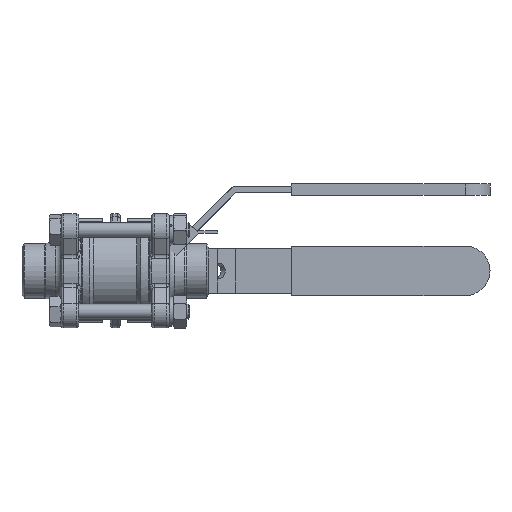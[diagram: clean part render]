
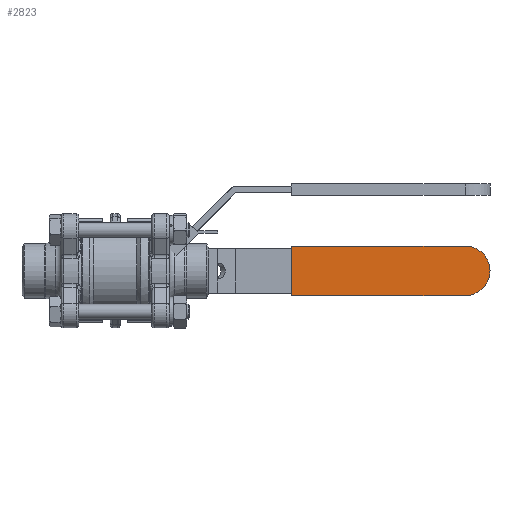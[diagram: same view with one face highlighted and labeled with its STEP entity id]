
A CAD part, front view. The second image highlights one B-rep face of the part: STEP entity #2823.
In plain terms, the highlighted face is planar.
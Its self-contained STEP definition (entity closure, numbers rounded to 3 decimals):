
#2823 = ADVANCED_FACE( '', ( #5768 ), #5769, .F. );
#5768 = FACE_OUTER_BOUND( '', #31094, .T. );
#5769 = PLANE( '', #31095 );
#31094 = EDGE_LOOP( '', ( #38842, #38843, #38844, #38845 ) );
#31095 = AXIS2_PLACEMENT_3D( '', #38846, #38847, #38848 );
#38842 = ORIENTED_EDGE( '', *, *, #40149, .F. );
#38843 = ORIENTED_EDGE( '', *, *, #41184, .T. );
#38844 = ORIENTED_EDGE( '', *, *, #40924, .T. );
#38845 = ORIENTED_EDGE( '', *, *, #40536, .T. );
#38846 = CARTESIAN_POINT( '', ( 10., 80., -2.25 ) );
#38847 = DIRECTION( '', ( 0., 0., 1. ) );
#38848 = DIRECTION( '', ( 1., 0., 0. ) );
#40149 = EDGE_CURVE( '', #44237, #44239, #44240, .T. );
#40536 = EDGE_CURVE( '', #44798, #44239, #44799, .T. );
#40924 = EDGE_CURVE( '', #45359, #44798, #45360, .T. );
#41184 = EDGE_CURVE( '', #44237, #45359, #45704, .F. );
#44237 = VERTEX_POINT( '', #54029 );
#44239 = VERTEX_POINT( '', #54032 );
#44240 = LINE( '', #54033, #54034 );
#44798 = VERTEX_POINT( '', #55560 );
#44799 = LINE( '', #55561, #55562 );
#45359 = VERTEX_POINT( '', #57067 );
#45360 = LINE( '', #57068, #57069 );
#45704 = CIRCLE( '', #57918, 10. );
#54029 = CARTESIAN_POINT( '', ( -10., 70., -2.25 ) );
#54032 = CARTESIAN_POINT( '', ( -10., 0., -2.25 ) );
#54033 = CARTESIAN_POINT( '', ( -10., 80., -2.25 ) );
#54034 = VECTOR( '', #61667, 1000. );
#55560 = CARTESIAN_POINT( '', ( 10., 0., -2.25 ) );
#55561 = CARTESIAN_POINT( '', ( 10., 0., -2.25 ) );
#55562 = VECTOR( '', #62054, 1000. );
#57067 = CARTESIAN_POINT( '', ( 10., 70., -2.25 ) );
#57068 = CARTESIAN_POINT( '', ( 10., 80., -2.25 ) );
#57069 = VECTOR( '', #62456, 1000. );
#57918 = AXIS2_PLACEMENT_3D( '', #62665, #62666, #62667 );
#61667 = DIRECTION( '', ( 0., -1., 0. ) );
#62054 = DIRECTION( '', ( -1., 0., 0. ) );
#62456 = DIRECTION( '', ( 0., -1., 0. ) );
#62665 = CARTESIAN_POINT( '', ( 0., 70., -2.25 ) );
#62666 = DIRECTION( '', ( 0., 0., 1. ) );
#62667 = DIRECTION( '', ( 1., 0., 0. ) );
